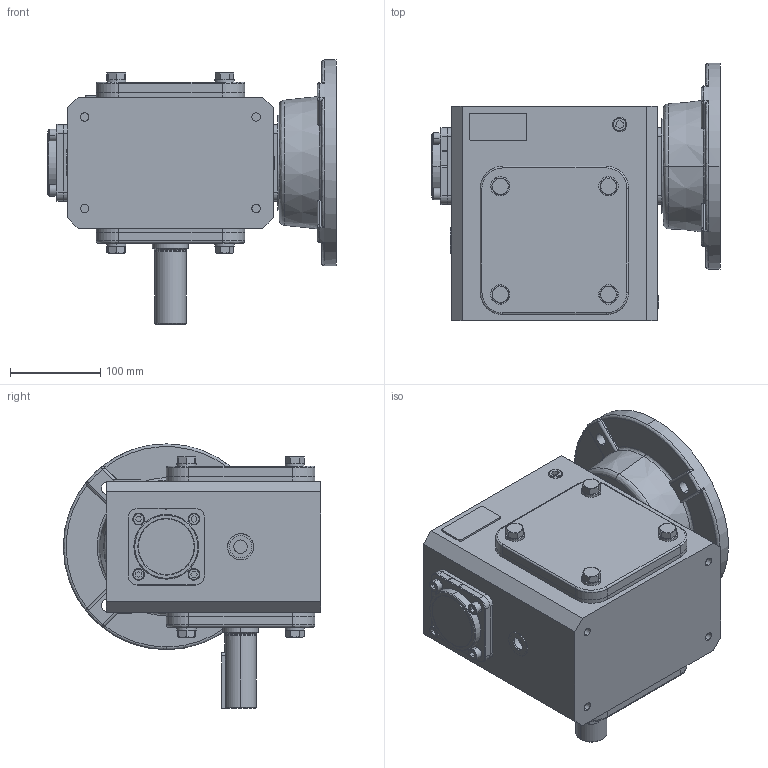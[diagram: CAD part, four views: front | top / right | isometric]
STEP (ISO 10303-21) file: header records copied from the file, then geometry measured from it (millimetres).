
FILE_DESCRIPTION (( 'STEP AP214' ), '1' );
FILE_NAME ('WG-325-015-RC.step', '2018-08-22T18:59:48', ( '' ), ( '' ), 'SwSTEP 2.0', 'SolidWorks 2017', '' );
FILE_SCHEMA (( 'AUTOMOTIVE_DESIGN' ));
Length unit declared in the file: inch
Products named in the file (1): WG-325-015-RC
Bounding box: 320 x 285.75 x 293.6 mm (x, y, z)
Volume: 8680281.6 mm3; surface area: 661754.3 mm2
Topology: 40 solids, 40 shells, 654 faces, 1514 edges, 982 vertices
Faces by surface type: plane 336, cylinder 196, cone 64, bspline 56, torus 2
Entity records: 37459 total; most frequent: CARTESIAN_POINT 13826, ORIENTED_EDGE 3004, DIRECTION 2939, EDGE_CURVE 1502, AXIS2_PLACEMENT_3D 1093, VERTEX_POINT 982, VECTOR 753, LINE 753
